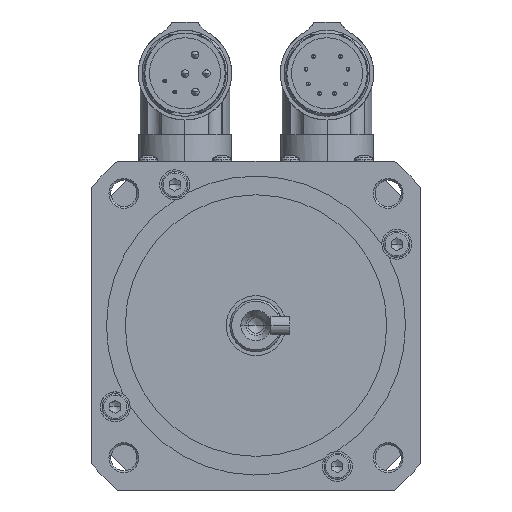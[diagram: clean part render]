
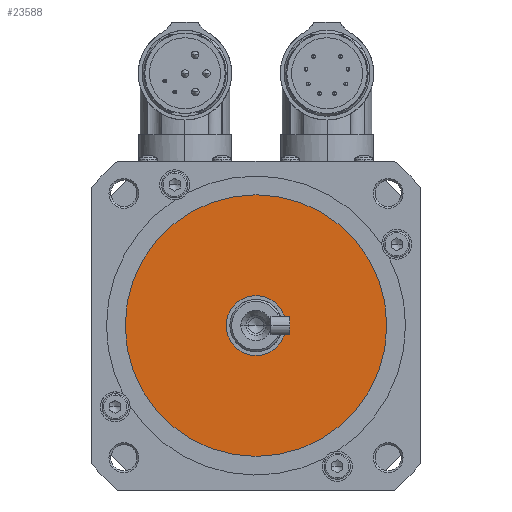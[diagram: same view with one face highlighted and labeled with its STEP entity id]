
A CAD part, left-side view. The second image highlights one B-rep face of the part: STEP entity #23588.
In plain terms, the highlighted planar face has unit normal (-1, 0, 0).
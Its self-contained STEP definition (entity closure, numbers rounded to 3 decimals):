
#249=CARTESIAN_POINT('',(741.264,547.104,0.));
#250=VERTEX_POINT('',#249);
#259=CARTESIAN_POINT('',(741.264,477.104,0.));
#260=VERTEX_POINT('',#259);
#261=CARTESIAN_POINT('',(741.264,512.104,0.));
#262=DIRECTION('',(-1.0,0.,0.));
#263=DIRECTION('',(0.,1.0,0.));
#264=AXIS2_PLACEMENT_3D('',#261,#262,#263);
#265=CIRCLE('',#264,35.0);
#266=EDGE_CURVE('',#260,#250,#265,.T.);
#291=CARTESIAN_POINT('',(741.264,520.104,0.));
#292=VERTEX_POINT('',#291);
#301=CARTESIAN_POINT('',(741.264,504.104,0.));
#302=VERTEX_POINT('',#301);
#303=CARTESIAN_POINT('',(741.264,512.104,0.));
#304=DIRECTION('',(1.0,0.,0.));
#305=DIRECTION('',(0.,1.0,0.));
#306=AXIS2_PLACEMENT_3D('',#303,#304,#305);
#307=CIRCLE('',#306,8.0);
#308=EDGE_CURVE('',#302,#292,#307,.T.);
#23533=CARTESIAN_POINT('',(741.264,512.104,0.));
#23534=DIRECTION('',(1.0,0.,0.));
#23535=DIRECTION('',(0.,1.0,0.));
#23536=AXIS2_PLACEMENT_3D('',#23533,#23534,#23535);
#23537=CIRCLE('',#23536,8.0);
#23538=EDGE_CURVE('',#292,#302,#23537,.T.);
#23565=CARTESIAN_POINT('',(741.264,512.104,0.));
#23566=DIRECTION('',(-1.0,0.,0.));
#23567=DIRECTION('',(0.,1.0,0.));
#23568=AXIS2_PLACEMENT_3D('',#23565,#23566,#23567);
#23569=CIRCLE('',#23568,35.0);
#23570=EDGE_CURVE('',#250,#260,#23569,.T.);
#23575=CARTESIAN_POINT('',(741.264,512.104,0.));
#23576=DIRECTION('',(-1.0,0.,0.));
#23577=DIRECTION('',(0.0,0.0,1.0));
#23578=AXIS2_PLACEMENT_3D('',#23575,#23576,#23577);
#23579=PLANE('',#23578);
#23580=ORIENTED_EDGE('',*,*,#23570,.T.);
#23581=ORIENTED_EDGE('',*,*,#266,.T.);
#23582=EDGE_LOOP('',(#23580,#23581));
#23583=FACE_OUTER_BOUND('',#23582,.T.);
#23584=ORIENTED_EDGE('',*,*,#23538,.T.);
#23585=ORIENTED_EDGE('',*,*,#308,.T.);
#23586=EDGE_LOOP('',(#23584,#23585));
#23587=FACE_BOUND('',#23586,.T.);
#23588=ADVANCED_FACE('',(#23583,#23587),#23579,.T.);
